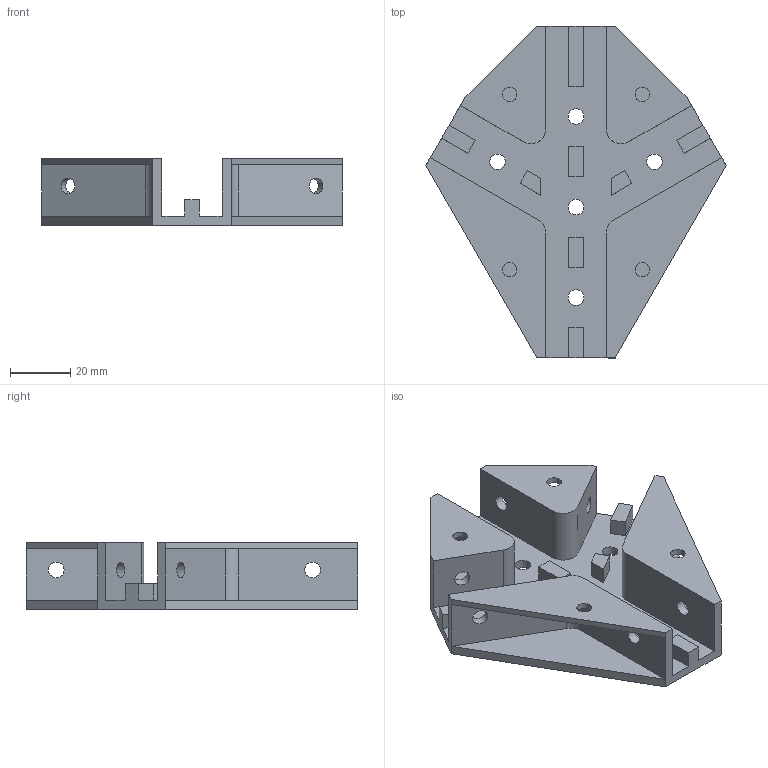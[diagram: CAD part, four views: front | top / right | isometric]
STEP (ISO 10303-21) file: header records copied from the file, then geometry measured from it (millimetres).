
FILE_DESCRIPTION(/* description */ (''),/* implementation_level */ '2;1');
FILE_NAME(/* name */ 'Cross Brace.step',/* time_stamp */ '2025-11-18T11:03:58-05:00',/* author */ (''),/* organization */ (''),/* preprocessor_version */ 'ST-DEVELOPER v20.1',/* originating_system */ 'Autodesk Translation Framework v14.21.0.0',/* authorisation */ '');
FILE_SCHEMA (('AUTOMOTIVE_DESIGN { 1 0 10303 214 3 1 1 }'));
Length unit declared in the file: millimetre
Products named in the file (1): Cross Brace
Bounding box: 99.6 x 110 x 22 mm (x, y, z)
Volume: 45397.6 mm3; surface area: 33156 mm2
Topology: 1 solids, 1 shells, 103 faces, 275 edges, 178 vertices
Faces by surface type: plane 78, cylinder 25
Full cylindrical faces by diameter (mm): 4.8 x4, 5.2 x13
Entity records: 3279 total; most frequent: CARTESIAN_POINT 557, ORIENTED_EDGE 550, DIRECTION 533, EDGE_CURVE 275, LINE 225, VECTOR 225, VERTEX_POINT 178, AXIS2_PLACEMENT_3D 154
